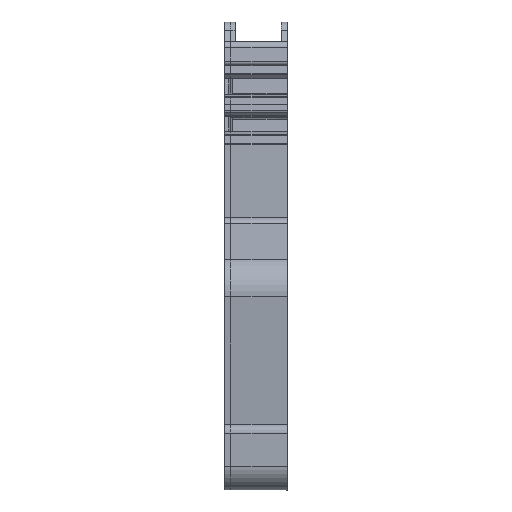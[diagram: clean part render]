
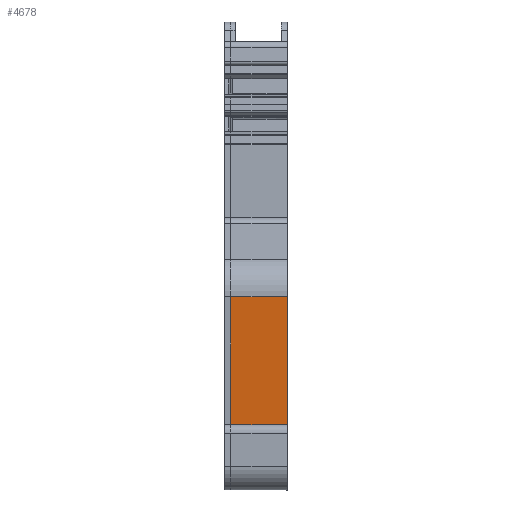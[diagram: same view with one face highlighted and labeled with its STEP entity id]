
A CAD part, front view. The second image highlights one B-rep face of the part: STEP entity #4678.
In plain terms, the highlighted planar face has unit normal (0, -0.995, -0.104).
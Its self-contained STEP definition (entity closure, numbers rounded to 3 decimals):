
#4658=AXIS2_PLACEMENT_3D('Plane Axis2P3D',#4655,#4656,#4657) ;
#3733=CARTESIAN_POINT('Vertex',(5.1,1.766,15.705)) ;
#3736=CARTESIAN_POINT('Line Origine',(5.1,2.337,10.279)) ;
#3740=CARTESIAN_POINT('Vertex',(5.1,2.907,4.854)) ;
#4638=CARTESIAN_POINT('Vertex',(0.5,2.907,4.854)) ;
#4641=CARTESIAN_POINT('Line Origine',(2.55,2.907,4.854)) ;
#4655=CARTESIAN_POINT('Axis2P3D Location',(0.,1.766,15.705)) ;
#4660=CARTESIAN_POINT('Line Origine',(2.8,1.766,15.705)) ;
#4664=CARTESIAN_POINT('Vertex',(0.5,1.766,15.705)) ;
#4667=CARTESIAN_POINT('Line Origine',(0.5,2.337,10.279)) ;
#3737=DIRECTION('Vector Direction',(0.,-0.105,0.995)) ;
#4642=DIRECTION('Vector Direction',(1.,0.,0.)) ;
#4656=DIRECTION('Axis2P3D Direction',(0.,-0.995,-0.105)) ;
#4657=DIRECTION('Axis2P3D XDirection',(0.,0.105,-0.995)) ;
#4661=DIRECTION('Vector Direction',(1.,0.,0.)) ;
#4668=DIRECTION('Vector Direction',(0.,0.105,-0.995)) ;
#3738=VECTOR('Line Direction',#3737,1.) ;
#4643=VECTOR('Line Direction',#4642,1.) ;
#4662=VECTOR('Line Direction',#4661,1.) ;
#4669=VECTOR('Line Direction',#4668,1.) ;
#4673=ORIENTED_EDGE('',*,*,#4645,.T.) ;
#4674=ORIENTED_EDGE('',*,*,#3742,.F.) ;
#4675=ORIENTED_EDGE('',*,*,#4666,.F.) ;
#4676=ORIENTED_EDGE('',*,*,#4671,.T.) ;
#4678=ADVANCED_FACE('KLTR ZPE 2.5N/2AN FS 797944\\KLTR ZPE 2.5N/2AN',(#4677),#4659,.T.) ;
#3742=EDGE_CURVE('',#3734,#3741,#3739,.F.) ;
#4645=EDGE_CURVE('',#4639,#3741,#4644,.T.) ;
#4666=EDGE_CURVE('',#4665,#3734,#4663,.T.) ;
#4671=EDGE_CURVE('',#4665,#4639,#4670,.T.) ;
#4672=EDGE_LOOP('',(#4673,#4674,#4675,#4676)) ;
#4677=FACE_OUTER_BOUND('',#4672,.T.) ;
#3739=LINE('Line',#3736,#3738) ;
#4644=LINE('Line',#4641,#4643) ;
#4663=LINE('Line',#4660,#4662) ;
#4670=LINE('Line',#4667,#4669) ;
#4659=PLANE('',#4658) ;
#3734=VERTEX_POINT('',#3733) ;
#3741=VERTEX_POINT('',#3740) ;
#4639=VERTEX_POINT('',#4638) ;
#4665=VERTEX_POINT('',#4664) ;
